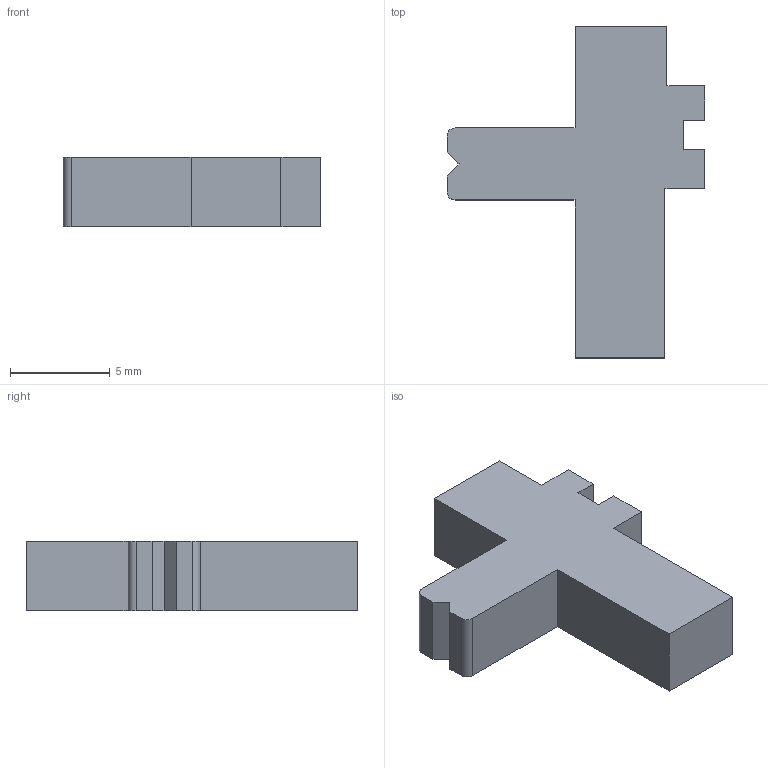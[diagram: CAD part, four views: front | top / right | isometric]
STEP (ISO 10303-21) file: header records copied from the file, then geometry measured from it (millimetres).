
FILE_DESCRIPTION(/* description */ (''),/* implementation_level */ '2;1');
FILE_NAME(/* name */ 'levels54_right_switch.step',/* time_stamp */ '2025-09-12T16:45:48-05:00',/* author */ (''),/* organization */ (''),/* preprocessor_version */ 'ST-DEVELOPER v20.1',/* originating_system */ 'Autodesk Translation Framework v14.17.0.0',/* authorisation */ '');
FILE_SCHEMA (('AUTOMOTIVE_DESIGN { 1 0 10303 214 3 1 1 }'));
Length unit declared in the file: millimetre
Products named in the file (1): LevelsGrande
Bounding box: 12.9 x 16.6 x 3.5 mm (x, y, z)
Volume: 372 mm3; surface area: 426.4 mm2
Topology: 1 solids, 1 shells, 26 faces, 70 edges, 46 vertices
Faces by surface type: plane 24, cylinder 2
Entity records: 859 total; most frequent: CARTESIAN_POINT 143, ORIENTED_EDGE 140, DIRECTION 128, EDGE_CURVE 70, LINE 66, VECTOR 66, VERTEX_POINT 46, AXIS2_PLACEMENT_3D 31
